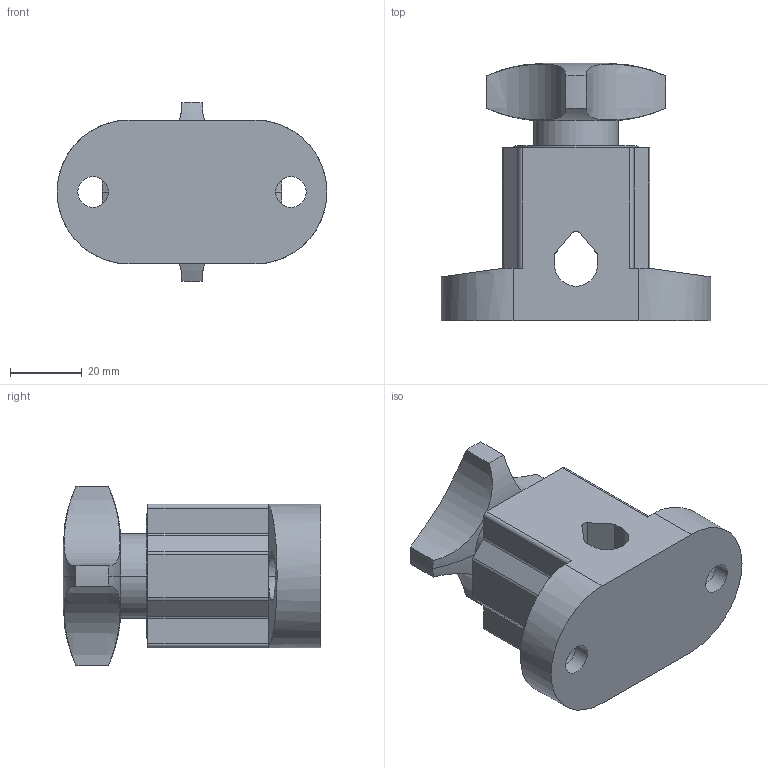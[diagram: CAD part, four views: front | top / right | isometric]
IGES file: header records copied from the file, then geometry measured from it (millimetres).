
Start section:  PTC IGES file: s0763_610593.igs
Global section: file name: s0763_610593.igs; native system: Pro/ENGINEER by Parametric Technology Corporation; preprocessor: 2009210; author: turcimas; organization: Unknown; date: 20110102.072835; units: millimetre
Bounding box: 75 x 71.5 x 49.96 mm (x, y, z)
Volume: 94868.1 mm3; surface area: 20904.9 mm2
Topology: 2 solids, 2 shells, 74 faces, 192 edges, 126 vertices
Faces by surface type: revolution 44, bspline 26, extrusion 4
